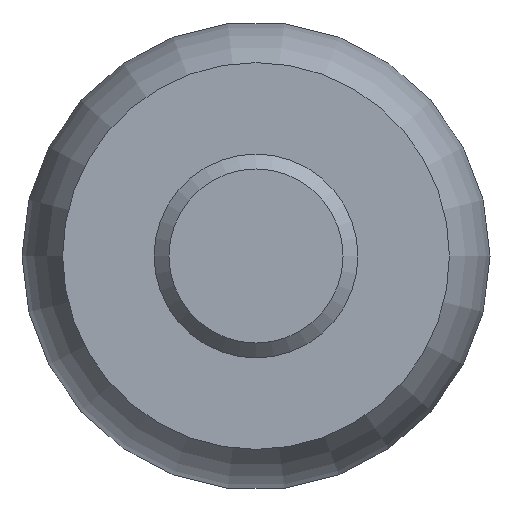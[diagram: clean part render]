
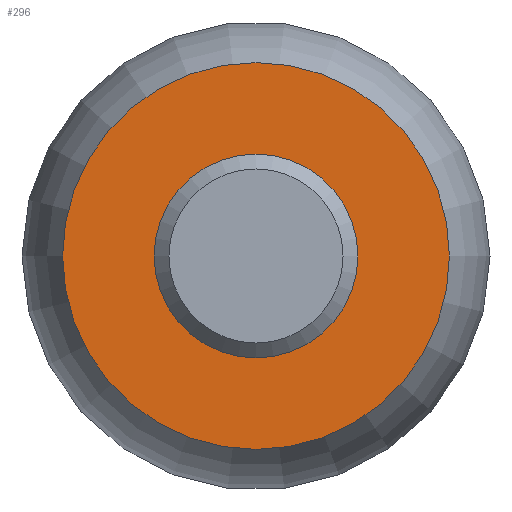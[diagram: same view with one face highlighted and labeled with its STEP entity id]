
A CAD part, front view. The second image highlights one B-rep face of the part: STEP entity #296.
In plain terms, the highlighted face is planar.
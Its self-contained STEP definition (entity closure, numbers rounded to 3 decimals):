
#48 = EDGE_CURVE ( 'NONE', #192, #192, #54, .T. ) ;
#54 = CIRCLE ( 'NONE', #375, 1.3 ) ;
#65 = CARTESIAN_POINT ( 'NONE',  ( -1.3, -0.3, 0. ) ) ;
#75 = EDGE_CURVE ( 'NONE', #197, #197, #442, .T. ) ;
#90 = DIRECTION ( 'NONE',  ( 0., -1., 0. ) ) ;
#100 = DIRECTION ( 'NONE',  ( -1., 0., 0. ) ) ;
#107 = CARTESIAN_POINT ( 'NONE',  ( 0., -0.3, 0. ) ) ;
#118 = AXIS2_PLACEMENT_3D ( 'NONE', #406, #323, #481 ) ;
#169 = EDGE_LOOP ( 'NONE', ( #397 ) ) ;
#192 = VERTEX_POINT ( 'NONE', #65 ) ;
#197 = VERTEX_POINT ( 'NONE', #458 ) ;
#254 = EDGE_LOOP ( 'NONE', ( #471 ) ) ;
#296 = ADVANCED_FACE ( 'Defeature ausgef�hrt1_8', ( #391, #559 ), #310, .T. ) ;
#310 = PLANE ( 'NONE',  #370 ) ;
#316 = CARTESIAN_POINT ( 'NONE',  ( 0., -0.3, -0.685 ) ) ;
#323 = DIRECTION ( 'NONE',  ( 0., -1., 0. ) ) ;
#370 = AXIS2_PLACEMENT_3D ( 'NONE', #316, #90, #385 ) ;
#375 = AXIS2_PLACEMENT_3D ( 'NONE', #107, #403, #100 ) ;
#385 = DIRECTION ( 'NONE',  ( -1., 0., 0. ) ) ;
#391 = FACE_OUTER_BOUND ( 'NONE', #254, .T. ) ;
#397 = ORIENTED_EDGE ( 'NONE', *, *, #75, .F. ) ;
#403 = DIRECTION ( 'NONE',  ( 0., -1., 0. ) ) ;
#406 = CARTESIAN_POINT ( 'NONE',  ( 0., -0.3, 0. ) ) ;
#442 = CIRCLE ( 'NONE', #118, 0.685 ) ;
#458 = CARTESIAN_POINT ( 'NONE',  ( -0.685, -0.3, 0. ) ) ;
#471 = ORIENTED_EDGE ( 'NONE', *, *, #48, .T. ) ;
#481 = DIRECTION ( 'NONE',  ( -1., 0., 0. ) ) ;
#559 = FACE_BOUND ( 'NONE', #169, .T. ) ;
